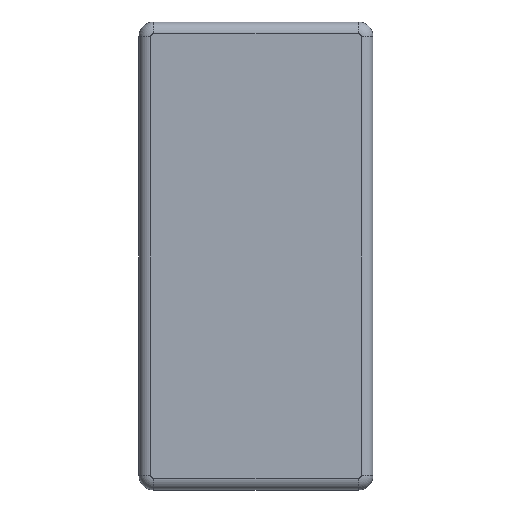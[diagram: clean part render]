
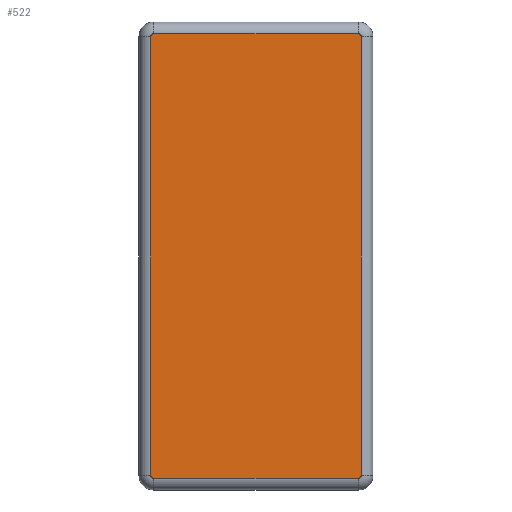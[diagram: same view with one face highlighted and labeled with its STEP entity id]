
A CAD part, front view. The second image highlights one B-rep face of the part: STEP entity #522.
In plain terms, the highlighted planar face has unit normal (0, -1, 0).
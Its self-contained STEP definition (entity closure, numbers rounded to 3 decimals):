
#500 = VERTEX_POINT ( 'NONE', #669 ) ;
#501 = ORIENTED_EDGE ( 'NONE', *, *, #545, .F. ) ;
#502 = ORIENTED_EDGE ( 'NONE', *, *, #503, .T. ) ;
#503 = EDGE_CURVE ( 'NONE', #543, #536, #703, .T. ) ;
#509 = VERTEX_POINT ( 'NONE', #695 ) ;
#517 = EDGE_CURVE ( 'NONE', #500, #518, #736, .T. ) ;
#518 = VERTEX_POINT ( 'NONE', #735 ) ;
#520 = EDGE_LOOP ( 'NONE', ( #541, #502, #561, #539, #501, #535, #563, #569 ) ) ;
#522 = ADVANCED_FACE ( 'NONE', ( #729 ), #694, .T. ) ;
#535 = ORIENTED_EDGE ( 'NONE', *, *, #517, .T. ) ;
#536 = VERTEX_POINT ( 'NONE', #708 ) ;
#537 = EDGE_CURVE ( 'NONE', #568, #536, #769, .T. ) ;
#538 = EDGE_CURVE ( 'NONE', #568, #560, #751, .T. ) ;
#539 = ORIENTED_EDGE ( 'NONE', *, *, #538, .T. ) ;
#541 = ORIENTED_EDGE ( 'NONE', *, *, #542, .F. ) ;
#542 = EDGE_CURVE ( 'NONE', #543, #509, #757, .T. ) ;
#543 = VERTEX_POINT ( 'NONE', #746 ) ;
#545 = EDGE_CURVE ( 'NONE', #500, #560, #741, .T. ) ;
#546 = VERTEX_POINT ( 'NONE', #767 ) ;
#560 = VERTEX_POINT ( 'NONE', #781 ) ;
#561 = ORIENTED_EDGE ( 'NONE', *, *, #537, .F. ) ;
#562 = EDGE_CURVE ( 'NONE', #546, #518, #830, .T. ) ;
#563 = ORIENTED_EDGE ( 'NONE', *, *, #562, .F. ) ;
#567 = EDGE_CURVE ( 'NONE', #546, #509, #816, .T. ) ;
#568 = VERTEX_POINT ( 'NONE', #823 ) ;
#569 = ORIENTED_EDGE ( 'NONE', *, *, #567, .T. ) ;
#648 = CARTESIAN_POINT ( 'NONE',  ( 20., 0., -38. ) ) ;
#669 = CARTESIAN_POINT ( 'NONE',  ( -17.5, 0., -38. ) ) ;
#694 = PLANE ( 'NONE',  #728 ) ;
#695 = CARTESIAN_POINT ( 'NONE',  ( 18., 0., 37.5 ) ) ;
#700 = DIRECTION ( 'NONE',  ( -1., 0., 0. ) ) ;
#701 = VECTOR ( 'NONE', #700, 1000. ) ;
#702 = CARTESIAN_POINT ( 'NONE',  ( -20., 0., 38. ) ) ;
#703 = LINE ( 'NONE', #702, #701 ) ;
#708 = CARTESIAN_POINT ( 'NONE',  ( -17.5, 0., 38. ) ) ;
#719 = CARTESIAN_POINT ( 'NONE',  ( -17.5, 0., -37.5 ) ) ;
#721 = DIRECTION ( 'NONE',  ( 0., 0., -1. ) ) ;
#722 = DIRECTION ( 'NONE',  ( 0., -1., 0. ) ) ;
#728 = AXIS2_PLACEMENT_3D ( 'NONE', #730, #722, #721 ) ;
#729 = FACE_OUTER_BOUND ( 'NONE', #520, .T. ) ;
#730 = CARTESIAN_POINT ( 'NONE',  ( -20., 0., -40. ) ) ;
#733 = DIRECTION ( 'NONE',  ( 1., 0., 0. ) ) ;
#734 = VECTOR ( 'NONE', #733, 1000. ) ;
#735 = CARTESIAN_POINT ( 'NONE',  ( 17.5, 0., -38. ) ) ;
#736 = LINE ( 'NONE', #648, #734 ) ;
#741 = CIRCLE ( 'NONE', #798, 0.5 ) ;
#743 = DIRECTION ( 'NONE',  ( 0., 0., -1. ) ) ;
#744 = DIRECTION ( 'NONE',  ( 0., 1., 0. ) ) ;
#746 = CARTESIAN_POINT ( 'NONE',  ( 17.5, 0., 38. ) ) ;
#748 = DIRECTION ( 'NONE',  ( 0., 0., -1. ) ) ;
#749 = VECTOR ( 'NONE', #748, 1000. ) ;
#750 = CARTESIAN_POINT ( 'NONE',  ( -18., 0., -40. ) ) ;
#751 = LINE ( 'NONE', #750, #749 ) ;
#752 = AXIS2_PLACEMENT_3D ( 'NONE', #763, #744, #743 ) ;
#753 = DIRECTION ( 'NONE',  ( 0., 0., -1. ) ) ;
#754 = DIRECTION ( 'NONE',  ( 0., 1., 0. ) ) ;
#755 = CARTESIAN_POINT ( 'NONE',  ( -17.5, 0., 37.5 ) ) ;
#756 = AXIS2_PLACEMENT_3D ( 'NONE', #755, #754, #753 ) ;
#757 = CIRCLE ( 'NONE', #752, 0.5 ) ;
#763 = CARTESIAN_POINT ( 'NONE',  ( 17.5, 0., 37.5 ) ) ;
#767 = CARTESIAN_POINT ( 'NONE',  ( 18., 0., -37.5 ) ) ;
#769 = CIRCLE ( 'NONE', #756, 0.5 ) ;
#781 = CARTESIAN_POINT ( 'NONE',  ( -18., 0., -37.5 ) ) ;
#796 = DIRECTION ( 'NONE',  ( 0., 0., -1. ) ) ;
#797 = DIRECTION ( 'NONE',  ( 0., 1., 0. ) ) ;
#798 = AXIS2_PLACEMENT_3D ( 'NONE', #719, #797, #796 ) ;
#810 = DIRECTION ( 'NONE',  ( 0., 0., 1. ) ) ;
#811 = VECTOR ( 'NONE', #810, 1000. ) ;
#815 = CARTESIAN_POINT ( 'NONE',  ( 18., 0., 40. ) ) ;
#816 = LINE ( 'NONE', #815, #811 ) ;
#823 = CARTESIAN_POINT ( 'NONE',  ( -18., 0., 37.5 ) ) ;
#826 = DIRECTION ( 'NONE',  ( 0., 0., -1. ) ) ;
#827 = DIRECTION ( 'NONE',  ( 0., 1., 0. ) ) ;
#828 = CARTESIAN_POINT ( 'NONE',  ( 17.5, 0., -37.5 ) ) ;
#829 = AXIS2_PLACEMENT_3D ( 'NONE', #828, #827, #826 ) ;
#830 = CIRCLE ( 'NONE', #829, 0.5 ) ;
